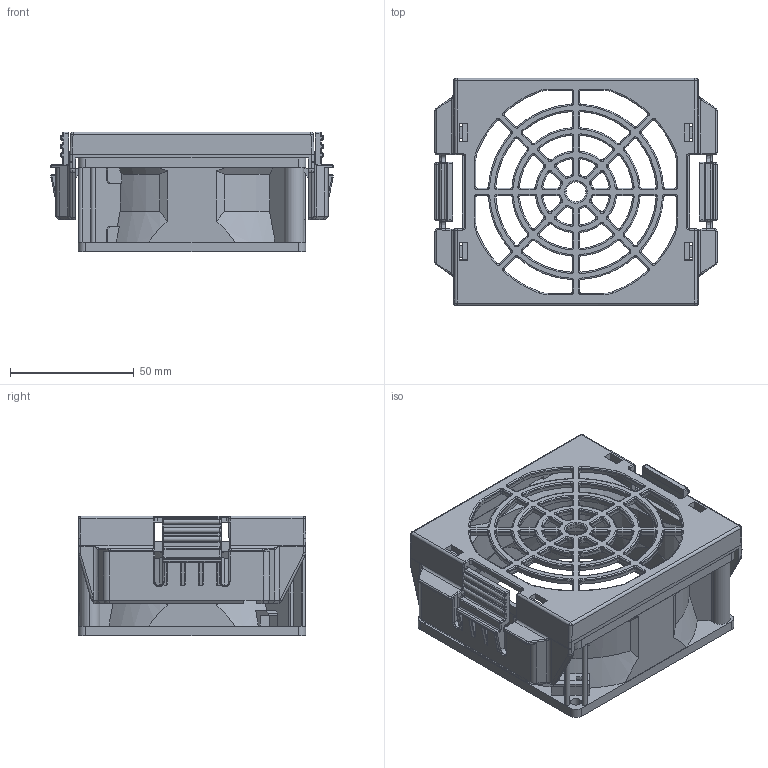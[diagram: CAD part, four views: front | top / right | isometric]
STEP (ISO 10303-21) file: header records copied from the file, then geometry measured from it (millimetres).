
FILE_DESCRIPTION (( 'STEP AP214' ), '1' );
FILE_NAME ('GS20A-FAN-F.STEP', '2020-03-10T20:15:35', ( '' ), ( '' ), 'SwSTEP 2.0', 'SolidWorks 2017', '' );
FILE_SCHEMA (( 'AUTOMOTIVE_DESIGN' ));
Length unit declared in the file: inch
Products named in the file (1): GS20A-FAN-F
Bounding box: 114 x 92 x 48.5 mm (x, y, z)
Volume: 70157 mm3; surface area: 68404.1 mm2
Topology: 2 solids, 2 shells, 1822 faces, 4588 edges, 2762 vertices
Faces by surface type: plane 567, cone 498, bspline 380, cylinder 377
Entity records: 67274 total; most frequent: CARTESIAN_POINT 26564, ORIENTED_EDGE 9168, DIRECTION 7693, EDGE_CURVE 4584, VERTEX_POINT 2762, AXIS2_PLACEMENT_3D 2761, VECTOR 2171, LINE 2171
